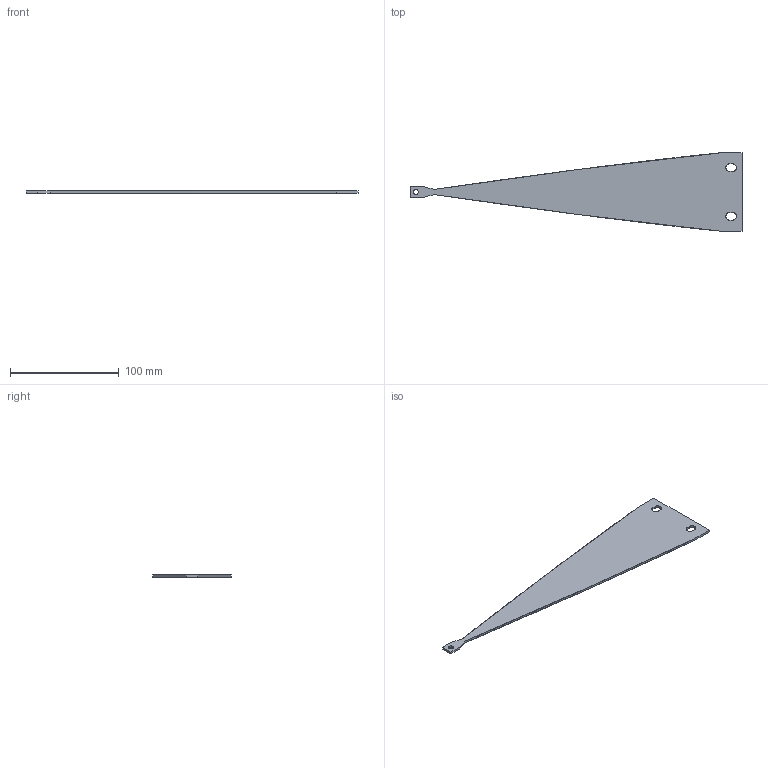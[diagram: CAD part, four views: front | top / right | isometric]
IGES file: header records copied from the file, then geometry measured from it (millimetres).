
Start section: SolidWorks IGES file using analytic representation for surfaces
Global section: file name: 85HD0900541-v5 AdLIGO_AOS_D0900570_Faraday Isolator Upper Blade.IGS; native system: SolidWorks 2013; preprocessor: SolidWorks 2013; author: kbucklan; date: 130531.053759; units: inch
Bounding box: 305.21 x 71.99 x 1.92 mm (x, y, z)
Surface area: 25674.3 mm2 (no closed solid volume)
Topology: 0 solids, 0 shells, 24 faces, 380 edges, 380 vertices
Faces by surface type: bspline 16, revolution 8
